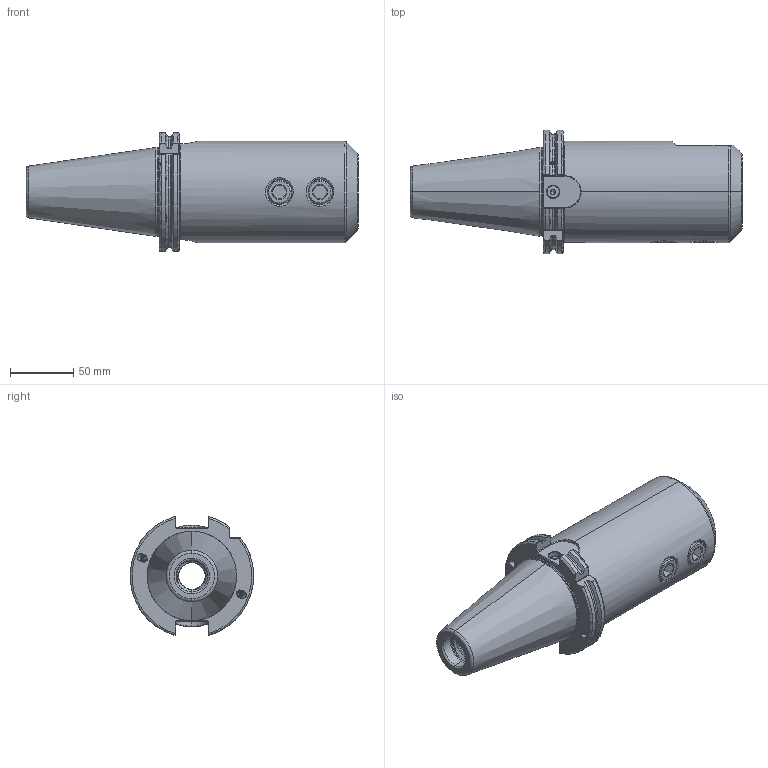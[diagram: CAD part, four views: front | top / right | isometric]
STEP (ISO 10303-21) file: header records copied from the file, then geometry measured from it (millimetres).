
FILE_DESCRIPTION (( 'STEP AP203' ), '1' );
FILE_NAME ('503.04.40.2.STEP', '2016-11-25T08:05:42', ( '' ), ( '' ), 'SwSTEP 2.0', 'SolidWorks 2012', '' );
FILE_SCHEMA (( 'CONFIG_CONTROL_DESIGN' ));
Length unit declared in the file: millimetre
Products named in the file (3): 503.04.40.2; 側固20_M20x2_20L
Assembly tree (3 placements, depth 2):
  503.04.40.2
    503.04.40.2
    側固20_M20x2_20L  x2
Bounding box: 261.75 x 97.32 x 93.81 mm (x, y, z)
Volume: 880782.6 mm3; surface area: 104156.2 mm2
Topology: 3 solids, 3 shells, 387 faces, 1044 edges, 656 vertices
Faces by surface type: cylinder 169, plane 80, bspline 52, cone 51, torus 35
Entity records: 38349 total; most frequent: CARTESIAN_POINT 30563, ORIENTED_EDGE 1856, DIRECTION 1222, EDGE_CURVE 928, VERTEX_POINT 589, AXIS2_PLACEMENT_3D 469, EDGE_LOOP 363, FACE_OUTER_BOUND 348
